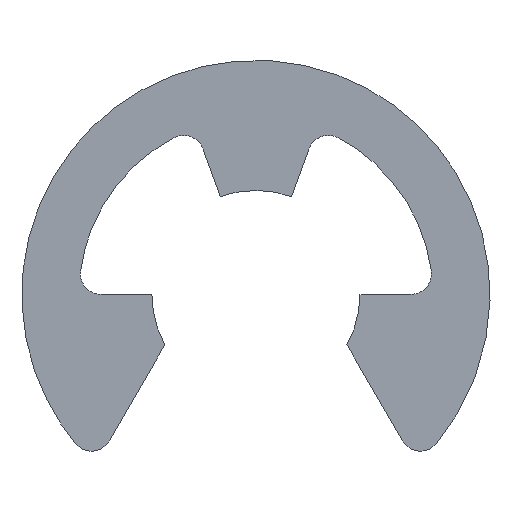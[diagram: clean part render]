
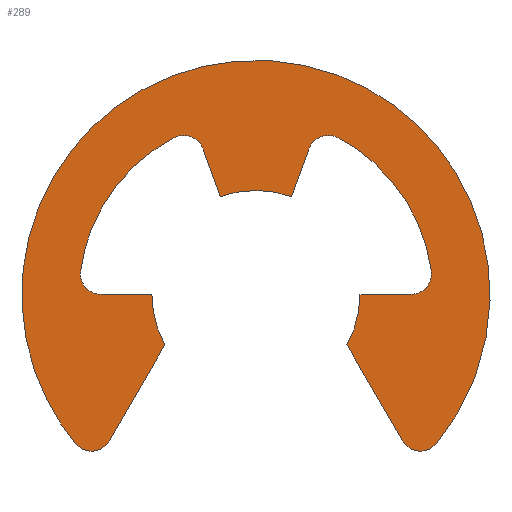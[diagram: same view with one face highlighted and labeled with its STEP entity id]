
A CAD part, front view. The second image highlights one B-rep face of the part: STEP entity #289.
In plain terms, the highlighted free-form (B-spline) face has degree [1, 1] with [2, 2] control points.
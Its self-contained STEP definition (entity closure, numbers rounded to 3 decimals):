
#44=CARTESIAN_POINT('',(-4.95,0.0,4.875));
#45=CARTESIAN_POINT('',(4.95,0.0,4.875));
#46=CARTESIAN_POINT('',(-4.95,0.0,-3.387));
#47=CARTESIAN_POINT('',(4.95,0.0,-3.387));
#48=B_SPLINE_SURFACE_WITH_KNOTS('',1,1,((#44,#46),(#45,#47)),.UNSPECIFIED.,.F.,.F.,.U.,(2,2),(2,2),(0.0,9.899),(0.0,8.262),.UNSPECIFIED.);
#49=CARTESIAN_POINT('',(2.814,0.0,-2.812));
#50=VERTEX_POINT('',#49);
#51=CARTESIAN_POINT('',(3.469,0.0,-2.866));
#52=VERTEX_POINT('',#51);
#53=CARTESIAN_POINT('',(2.814,0.0,-2.812));
#54=CARTESIAN_POINT('',(2.919,0.0,-2.993));
#55=CARTESIAN_POINT('',(3.127,0.0,-3.01));
#56=CARTESIAN_POINT('',(3.336,0.0,-3.028));
#57=CARTESIAN_POINT('',(3.469,0.0,-2.866));
#65=(BOUNDED_CURVE()B_SPLINE_CURVE(2,(#53,#54,#55,#56,#57),.UNSPECIFIED.,.F.,.U.)B_SPLINE_CURVE_WITH_KNOTS((3,2,3),(0.0,0.5,1.0),.UNSPECIFIED.)CURVE()GEOMETRIC_REPRESENTATION_ITEM()RATIONAL_B_SPLINE_CURVE((1.0,0.886,1.0,0.886,1.0))REPRESENTATION_ITEM(''));
#66=EDGE_CURVE('',#50,#52,#65,.T.);
#67=ORIENTED_EDGE('',*,*,#66,.T.);
#68=CARTESIAN_POINT('',(-3.469,0.0,-2.866));
#69=VERTEX_POINT('',#68);
#70=CARTESIAN_POINT('',(3.469,0.0,-2.866));
#71=CARTESIAN_POINT('',(6.16,0.0,0.39));
#72=CARTESIAN_POINT('',(3.08,0.0,3.281));
#73=CARTESIAN_POINT('',(0.,0.0,6.172));
#74=CARTESIAN_POINT('',(-3.08,0.0,3.281));
#75=CARTESIAN_POINT('',(-6.16,0.0,0.39));
#76=CARTESIAN_POINT('',(-3.469,0.0,-2.866));
#84=(BOUNDED_CURVE()B_SPLINE_CURVE(2,(#70,#71,#72,#73,#74,#75,#76),.UNSPECIFIED.,.F.,.U.)B_SPLINE_CURVE_WITH_KNOTS((3,2,2,3),(0.0,0.333,0.667,1.0),.UNSPECIFIED.)CURVE()GEOMETRIC_REPRESENTATION_ITEM()RATIONAL_B_SPLINE_CURVE((1.0,0.729,1.0,0.729,1.0,0.729,1.0))REPRESENTATION_ITEM(''));
#85=EDGE_CURVE('',#52,#69,#84,.T.);
#86=ORIENTED_EDGE('',*,*,#85,.T.);
#87=CARTESIAN_POINT('',(-2.814,0.0,-2.812));
#88=VERTEX_POINT('',#87);
#89=CARTESIAN_POINT('',(-3.469,0.0,-2.866));
#90=CARTESIAN_POINT('',(-3.336,0.0,-3.028));
#91=CARTESIAN_POINT('',(-3.127,0.0,-3.01));
#92=CARTESIAN_POINT('',(-2.919,0.0,-2.993));
#93=CARTESIAN_POINT('',(-2.814,0.0,-2.812));
#101=(BOUNDED_CURVE()B_SPLINE_CURVE(2,(#89,#90,#91,#92,#93),.UNSPECIFIED.,.F.,.U.)B_SPLINE_CURVE_WITH_KNOTS((3,2,3),(0.0,0.5,1.0),.UNSPECIFIED.)CURVE()GEOMETRIC_REPRESENTATION_ITEM()RATIONAL_B_SPLINE_CURVE((1.0,0.886,1.0,0.886,1.0))REPRESENTATION_ITEM(''));
#102=EDGE_CURVE('',#69,#88,#101,.T.);
#103=ORIENTED_EDGE('',*,*,#102,.T.);
#104=CARTESIAN_POINT('',(-1.75,0.0,-0.968));
#105=VERTEX_POINT('',#104);
#106=CARTESIAN_POINT('',(-2.814,0.0,-2.812));
#107=CARTESIAN_POINT('',(-1.75,0.0,-0.968));
#108=QUASI_UNIFORM_CURVE('',1,(#106,#107),.UNSPECIFIED.,.F.,.U.);
#109=EDGE_CURVE('',#88,#105,#108,.T.);
#110=ORIENTED_EDGE('',*,*,#109,.T.);
#111=CARTESIAN_POINT('',(-2.,0.0,0.));
#112=VERTEX_POINT('',#111);
#113=CARTESIAN_POINT('',(-2.,0.0,0.));
#114=CARTESIAN_POINT('',(-2.,0.0,-0.516));
#115=CARTESIAN_POINT('',(-1.75,0.0,-0.968));
#123=(BOUNDED_CURVE()B_SPLINE_CURVE(2,(#113,#114,#115),.UNSPECIFIED.,.F.,.U.)CURVE()GEOMETRIC_REPRESENTATION_ITEM()QUASI_UNIFORM_CURVE()RATIONAL_B_SPLINE_CURVE((1.0,0.968,1.0))REPRESENTATION_ITEM(''));
#124=EDGE_CURVE('',#112,#105,#123,.T.);
#125=ORIENTED_EDGE('',*,*,#124,.F.);
#126=CARTESIAN_POINT('',(-2.973,0.0,0.0));
#127=VERTEX_POINT('',#126);
#128=CARTESIAN_POINT('',(-2.,0.0,0.));
#129=CARTESIAN_POINT('',(-2.973,0.0,0.0));
#130=QUASI_UNIFORM_CURVE('',1,(#128,#129),.UNSPECIFIED.,.F.,.U.);
#131=EDGE_CURVE('',#112,#127,#130,.T.);
#132=ORIENTED_EDGE('',*,*,#131,.T.);
#133=CARTESIAN_POINT('',(-3.37,0.0,0.453));
#134=VERTEX_POINT('',#133);
#135=CARTESIAN_POINT('',(-3.37,0.0,0.453));
#136=CARTESIAN_POINT('',(-3.394,0.0,0.273));
#137=CARTESIAN_POINT('',(-3.274,0.0,0.137));
#138=CARTESIAN_POINT('',(-3.155,0.0,0.));
#139=CARTESIAN_POINT('',(-2.973,0.0,0.0));
#147=(BOUNDED_CURVE()B_SPLINE_CURVE(2,(#135,#136,#137,#138,#139),.UNSPECIFIED.,.F.,.U.)B_SPLINE_CURVE_WITH_KNOTS((3,2,3),(0.0,0.5,1.0),.UNSPECIFIED.)CURVE()GEOMETRIC_REPRESENTATION_ITEM()RATIONAL_B_SPLINE_CURVE((1.0,0.911,1.0,0.911,1.0))REPRESENTATION_ITEM(''));
#148=EDGE_CURVE('',#134,#127,#147,.T.);
#149=ORIENTED_EDGE('',*,*,#148,.F.);
#150=CARTESIAN_POINT('',(-1.578,0.0,3.011));
#151=VERTEX_POINT('',#150);
#152=CARTESIAN_POINT('',(-1.578,0.0,3.011));
#153=CARTESIAN_POINT('',(-3.135,0.0,2.195));
#154=CARTESIAN_POINT('',(-3.37,0.0,0.453));
#162=(BOUNDED_CURVE()B_SPLINE_CURVE(2,(#152,#153,#154),.UNSPECIFIED.,.F.,.U.)CURVE()GEOMETRIC_REPRESENTATION_ITEM()QUASI_UNIFORM_CURVE()RATIONAL_B_SPLINE_CURVE((1.0,0.888,1.0))REPRESENTATION_ITEM(''));
#163=EDGE_CURVE('',#151,#134,#162,.T.);
#164=ORIENTED_EDGE('',*,*,#163,.F.);
#165=CARTESIAN_POINT('',(-1.017,0.0,2.794));
#166=VERTEX_POINT('',#165);
#167=CARTESIAN_POINT('',(-1.017,0.0,2.794));
#168=CARTESIAN_POINT('',(-1.079,0.0,2.965));
#169=CARTESIAN_POINT('',(-1.248,0.0,3.03));
#170=CARTESIAN_POINT('',(-1.418,0.0,3.096));
#171=CARTESIAN_POINT('',(-1.578,0.0,3.011));
#179=(BOUNDED_CURVE()B_SPLINE_CURVE(2,(#167,#168,#169,#170,#171),.UNSPECIFIED.,.F.,.U.)B_SPLINE_CURVE_WITH_KNOTS((3,2,3),(0.0,0.5,1.0),.UNSPECIFIED.)CURVE()GEOMETRIC_REPRESENTATION_ITEM()RATIONAL_B_SPLINE_CURVE((1.0,0.911,1.0,0.911,1.0))REPRESENTATION_ITEM(''));
#180=EDGE_CURVE('',#166,#151,#179,.T.);
#181=ORIENTED_EDGE('',*,*,#180,.F.);
#182=CARTESIAN_POINT('',(-0.684,0.0,1.879));
#183=VERTEX_POINT('',#182);
#184=CARTESIAN_POINT('',(-1.017,0.0,2.794));
#185=CARTESIAN_POINT('',(-0.684,0.0,1.879));
#186=QUASI_UNIFORM_CURVE('',1,(#184,#185),.UNSPECIFIED.,.F.,.U.);
#187=EDGE_CURVE('',#166,#183,#186,.T.);
#188=ORIENTED_EDGE('',*,*,#187,.T.);
#189=CARTESIAN_POINT('',(0.684,0.0,1.879));
#190=VERTEX_POINT('',#189);
#191=CARTESIAN_POINT('',(0.684,0.0,1.879));
#192=CARTESIAN_POINT('',(0.,0.0,2.128));
#193=CARTESIAN_POINT('',(-0.684,0.0,1.879));
#201=(BOUNDED_CURVE()B_SPLINE_CURVE(2,(#191,#192,#193),.UNSPECIFIED.,.F.,.U.)CURVE()GEOMETRIC_REPRESENTATION_ITEM()QUASI_UNIFORM_CURVE()RATIONAL_B_SPLINE_CURVE((1.0,0.94,1.0))REPRESENTATION_ITEM(''));
#202=EDGE_CURVE('',#190,#183,#201,.T.);
#203=ORIENTED_EDGE('',*,*,#202,.F.);
#204=CARTESIAN_POINT('',(1.017,0.0,2.794));
#205=VERTEX_POINT('',#204);
#206=CARTESIAN_POINT('',(0.684,0.0,1.879));
#207=CARTESIAN_POINT('',(1.017,0.0,2.794));
#208=QUASI_UNIFORM_CURVE('',1,(#206,#207),.UNSPECIFIED.,.F.,.U.);
#209=EDGE_CURVE('',#190,#205,#208,.T.);
#210=ORIENTED_EDGE('',*,*,#209,.T.);
#211=CARTESIAN_POINT('',(1.578,0.0,3.011));
#212=VERTEX_POINT('',#211);
#213=CARTESIAN_POINT('',(1.578,0.0,3.011));
#214=CARTESIAN_POINT('',(1.418,0.0,3.096));
#215=CARTESIAN_POINT('',(1.248,0.0,3.03));
#216=CARTESIAN_POINT('',(1.079,0.0,2.965));
#217=CARTESIAN_POINT('',(1.017,0.0,2.794));
#225=(BOUNDED_CURVE()B_SPLINE_CURVE(2,(#213,#214,#215,#216,#217),.UNSPECIFIED.,.F.,.U.)B_SPLINE_CURVE_WITH_KNOTS((3,2,3),(0.0,0.5,1.0),.UNSPECIFIED.)CURVE()GEOMETRIC_REPRESENTATION_ITEM()RATIONAL_B_SPLINE_CURVE((1.0,0.911,1.0,0.911,1.0))REPRESENTATION_ITEM(''));
#226=EDGE_CURVE('',#212,#205,#225,.T.);
#227=ORIENTED_EDGE('',*,*,#226,.F.);
#228=CARTESIAN_POINT('',(3.37,0.0,0.453));
#229=VERTEX_POINT('',#228);
#230=CARTESIAN_POINT('',(3.37,0.0,0.453));
#231=CARTESIAN_POINT('',(3.135,0.0,2.195));
#232=CARTESIAN_POINT('',(1.578,0.0,3.011));
#240=(BOUNDED_CURVE()B_SPLINE_CURVE(2,(#230,#231,#232),.UNSPECIFIED.,.F.,.U.)CURVE()GEOMETRIC_REPRESENTATION_ITEM()QUASI_UNIFORM_CURVE()RATIONAL_B_SPLINE_CURVE((1.0,0.888,1.0))REPRESENTATION_ITEM(''));
#241=EDGE_CURVE('',#229,#212,#240,.T.);
#242=ORIENTED_EDGE('',*,*,#241,.F.);
#243=CARTESIAN_POINT('',(2.973,0.0,0.));
#244=VERTEX_POINT('',#243);
#245=CARTESIAN_POINT('',(2.973,0.0,0.));
#246=CARTESIAN_POINT('',(3.155,0.0,0.));
#247=CARTESIAN_POINT('',(3.274,0.0,0.137));
#248=CARTESIAN_POINT('',(3.394,0.0,0.273));
#249=CARTESIAN_POINT('',(3.37,0.0,0.453));
#257=(BOUNDED_CURVE()B_SPLINE_CURVE(2,(#245,#246,#247,#248,#249),.UNSPECIFIED.,.F.,.U.)B_SPLINE_CURVE_WITH_KNOTS((3,2,3),(0.0,0.5,1.0),.UNSPECIFIED.)CURVE()GEOMETRIC_REPRESENTATION_ITEM()RATIONAL_B_SPLINE_CURVE((1.0,0.911,1.0,0.911,1.0))REPRESENTATION_ITEM(''));
#258=EDGE_CURVE('',#244,#229,#257,.T.);
#259=ORIENTED_EDGE('',*,*,#258,.F.);
#260=CARTESIAN_POINT('',(2.0,0.0,0.0));
#261=VERTEX_POINT('',#260);
#262=CARTESIAN_POINT('',(2.973,0.0,0.));
#263=CARTESIAN_POINT('',(2.0,0.0,0.0));
#264=QUASI_UNIFORM_CURVE('',1,(#262,#263),.UNSPECIFIED.,.F.,.U.);
#265=EDGE_CURVE('',#244,#261,#264,.T.);
#266=ORIENTED_EDGE('',*,*,#265,.T.);
#267=CARTESIAN_POINT('',(1.75,0.0,-0.968));
#268=VERTEX_POINT('',#267);
#269=CARTESIAN_POINT('',(1.75,0.0,-0.968));
#270=CARTESIAN_POINT('',(2.0,0.0,-0.516));
#271=CARTESIAN_POINT('',(2.0,0.0,0.0));
#279=(BOUNDED_CURVE()B_SPLINE_CURVE(2,(#269,#270,#271),.UNSPECIFIED.,.F.,.U.)CURVE()GEOMETRIC_REPRESENTATION_ITEM()QUASI_UNIFORM_CURVE()RATIONAL_B_SPLINE_CURVE((1.0,0.968,1.0))REPRESENTATION_ITEM(''));
#280=EDGE_CURVE('',#268,#261,#279,.T.);
#281=ORIENTED_EDGE('',*,*,#280,.F.);
#282=CARTESIAN_POINT('',(1.75,0.0,-0.968));
#283=CARTESIAN_POINT('',(2.814,0.0,-2.812));
#284=QUASI_UNIFORM_CURVE('',1,(#282,#283),.UNSPECIFIED.,.F.,.U.);
#285=EDGE_CURVE('',#268,#50,#284,.T.);
#286=ORIENTED_EDGE('',*,*,#285,.T.);
#287=EDGE_LOOP('',(#67,#86,#103,#110,#125,#132,#149,#164,#181,#188,#203,#210,#227,#242,#259,#266,#281,#286));
#288=FACE_OUTER_BOUND('',#287,.T.);
#289=ADVANCED_FACE('',(#288),#48,.F.);
